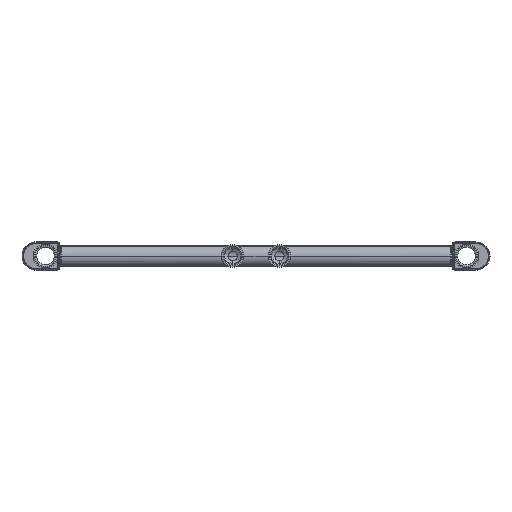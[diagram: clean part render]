
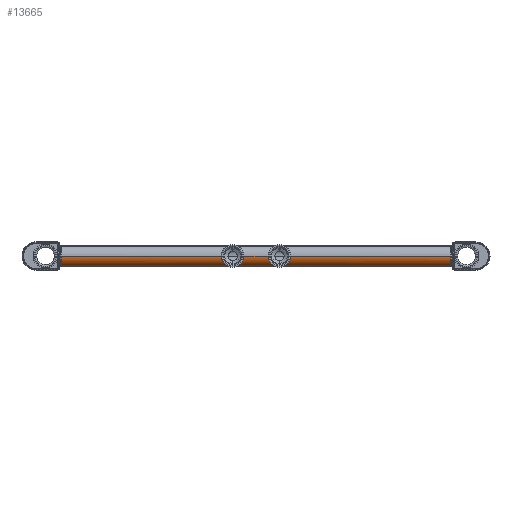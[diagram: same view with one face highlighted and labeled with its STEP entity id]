
A CAD part, front view. The second image highlights one B-rep face of the part: STEP entity #13665.
In plain terms, the highlighted cylindrical face has radius 11 mm (diameter 22 mm), a partial arc.
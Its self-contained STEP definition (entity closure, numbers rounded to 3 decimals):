
#12930=CARTESIAN_POINT('',(-32.5,11.,0.));
#12931=CARTESIAN_POINT('',(-32.5,11.,-0.289));
#12932=CARTESIAN_POINT('',(-32.467,10.977,
-0.88));
#12933=CARTESIAN_POINT('',(-32.3,10.864,
-1.807));
#12934=CARTESIAN_POINT('',(-32.007,10.669,
-2.733));
#12935=CARTESIAN_POINT('',(-31.592,10.4,
-3.622));
#12936=CARTESIAN_POINT('',(-31.06,10.07,
-4.457));
#12937=CARTESIAN_POINT('',(-30.404,9.687,
-5.235));
#12938=CARTESIAN_POINT('',(-29.63,9.275,
-5.931));
#12939=CARTESIAN_POINT('',(-28.771,8.875,
-6.509));
#12940=CARTESIAN_POINT('',(-27.899,8.54,
-6.938));
#12941=CARTESIAN_POINT('',(-27.034,8.286,
-7.237));
#12942=CARTESIAN_POINT('',(-26.191,8.12,
-7.421));
#12943=CARTESIAN_POINT('',(-25.361,8.041,
-7.506));
#12944=CARTESIAN_POINT('',(-24.544,8.046,
-7.501));
#12945=CARTESIAN_POINT('',(-23.711,8.135,
-7.405));
#12946=CARTESIAN_POINT('',(-22.867,8.311,
-7.209));
#12947=CARTESIAN_POINT('',(-21.998,8.575,
-6.895));
#12948=CARTESIAN_POINT('',(-21.128,8.919,
-6.45));
#12949=CARTESIAN_POINT('',(-20.276,9.322,
-5.856));
#12950=CARTESIAN_POINT('',(-19.514,9.733,
-5.149));
#12951=CARTESIAN_POINT('',(-18.868,10.113,
-4.358));
#12952=CARTESIAN_POINT('',(-18.354,10.435,
-3.519));
#12953=CARTESIAN_POINT('',(-17.964,10.688,
-2.652));
#12954=CARTESIAN_POINT('',(-17.694,10.868,
-1.775));
#12955=CARTESIAN_POINT('',(-17.535,10.976,
-0.886));
#12956=CARTESIAN_POINT('',(-17.5,11.,-0.295));
#12957=CARTESIAN_POINT('',(-17.5,11.,0.));
#12959=CARTESIAN_POINT('',(-207.992,0.,0.));
#12960=DIRECTION('',(-1.,0.,0.));
#12961=DIRECTION('',(0.,1.,0.));
#12962=AXIS2_PLACEMENT_3D('',#12959,#12960,#12961);
#12964=CARTESIAN_POINT('',(207.992,0.,0.));
#12965=DIRECTION('',(-1.,0.,0.));
#12966=DIRECTION('',(0.,1.,0.));
#12967=AXIS2_PLACEMENT_3D('',#12964,#12965,#12966);
#12969=CARTESIAN_POINT('',(17.5,11.,0.));
#12970=CARTESIAN_POINT('',(17.5,11.,-0.289));
#12971=CARTESIAN_POINT('',(17.533,10.977,
-0.88));
#12972=CARTESIAN_POINT('',(17.7,10.864,
-1.807));
#12973=CARTESIAN_POINT('',(17.993,10.669,
-2.733));
#12974=CARTESIAN_POINT('',(18.408,10.4,
-3.622));
#12975=CARTESIAN_POINT('',(18.94,10.07,
-4.457));
#12976=CARTESIAN_POINT('',(19.596,9.687,
-5.235));
#12977=CARTESIAN_POINT('',(20.37,9.275,
-5.931));
#12978=CARTESIAN_POINT('',(21.229,8.875,
-6.509));
#12979=CARTESIAN_POINT('',(22.101,8.54,
-6.938));
#12980=CARTESIAN_POINT('',(22.966,8.286,
-7.237));
#12981=CARTESIAN_POINT('',(23.809,8.12,
-7.421));
#12982=CARTESIAN_POINT('',(24.639,8.041,
-7.506));
#12983=CARTESIAN_POINT('',(25.456,8.046,
-7.501));
#12984=CARTESIAN_POINT('',(26.289,8.135,
-7.405));
#12985=CARTESIAN_POINT('',(27.133,8.311,
-7.209));
#12986=CARTESIAN_POINT('',(28.002,8.575,
-6.895));
#12987=CARTESIAN_POINT('',(28.872,8.919,
-6.45));
#12988=CARTESIAN_POINT('',(29.724,9.322,
-5.856));
#12989=CARTESIAN_POINT('',(30.486,9.733,
-5.149));
#12990=CARTESIAN_POINT('',(31.132,10.113,
-4.358));
#12991=CARTESIAN_POINT('',(31.646,10.435,
-3.519));
#12992=CARTESIAN_POINT('',(32.036,10.688,
-2.652));
#12993=CARTESIAN_POINT('',(32.306,10.868,
-1.775));
#12994=CARTESIAN_POINT('',(32.465,10.976,
-0.886));
#12995=CARTESIAN_POINT('',(32.5,11.,-0.295));
#12996=CARTESIAN_POINT('',(32.5,11.,0.));
#13035=DIRECTION('',(1.,0.,0.));
#13036=VECTOR('',#13035,35.);
#13037=CARTESIAN_POINT('',(-17.5,11.,0.));
#13038=LINE('',#13037,#13036);
#13068=DIRECTION('',(1.,0.,0.));
#13069=VECTOR('',#13068,175.492);
#13070=CARTESIAN_POINT('',(32.5,11.,0.));
#13071=LINE('',#13070,#13069);
#13077=DIRECTION('',(-1.,0.,0.));
#13078=VECTOR('',#13077,415.983);
#13079=CARTESIAN_POINT('',(207.992,-11.,0.));
#13080=LINE('',#13079,#13078);
#13086=DIRECTION('',(1.,0.,0.));
#13087=VECTOR('',#13086,175.492);
#13088=CARTESIAN_POINT('',(-207.992,11.,0.));
#13089=LINE('',#13088,#13087);
#13562=CARTESIAN_POINT('',(207.992,11.,0.));
#13563=VERTEX_POINT('',#13562);
#13572=CARTESIAN_POINT('',(207.992,-11.,0.));
#13573=VERTEX_POINT('',#13572);
#13582=CARTESIAN_POINT('',(-207.992,11.,0.));
#13583=VERTEX_POINT('',#13582);
#13592=CARTESIAN_POINT('',(-207.992,-11.,0.));
#13593=VERTEX_POINT('',#13592);
#13634=VERTEX_POINT('',#12930);
#13635=VERTEX_POINT('',#12957);
#13636=VERTEX_POINT('',#12969);
#13637=VERTEX_POINT('',#12996);
#13642=CARTESIAN_POINT('',(223.125,0.,0.));
#13643=DIRECTION('',(-1.,0.,0.));
#13644=DIRECTION('',(0.,1.,0.));
#13645=AXIS2_PLACEMENT_3D('',#13642,#13643,#13644);
#13646=CYLINDRICAL_SURFACE('',#13645,11.);
#13648=ORIENTED_EDGE('',*,*,#13647,.F.);
#13650=ORIENTED_EDGE('',*,*,#13649,.F.);
#13652=ORIENTED_EDGE('',*,*,#13651,.T.);
#13654=ORIENTED_EDGE('',*,*,#13653,.F.);
#13656=ORIENTED_EDGE('',*,*,#13655,.F.);
#13658=ORIENTED_EDGE('',*,*,#13657,.F.);
#13660=ORIENTED_EDGE('',*,*,#13659,.F.);
#13662=ORIENTED_EDGE('',*,*,#13661,.F.);
#13663=EDGE_LOOP('',(#13648,#13650,#13652,#13654,#13656,#13658,#13660,#13662));
#13664=FACE_OUTER_BOUND('',#13663,.F.);
#12958=B_SPLINE_CURVE_WITH_KNOTS('',3,(#12930,#12931,#12932,#12933,#12934,
#12935,#12936,#12937,#12938,#12939,#12940,#12941,#12942,#12943,#12944,#12945,
#12946,#12947,#12948,#12949,#12950,#12951,#12952,#12953,#12954,#12955,#12956,
#12957),.UNSPECIFIED.,.F.,.F.,(4,1,1,1,1,1,1,1,1,1,1,1,1,1,1,1,1,1,1,1,1,1,1,1,
1,4),(0.,0.04,0.08,0.12,0.16,0.2,0.24,0.28,0.32,0.36,0.4,
0.44,0.48,0.52,0.56,0.6,0.64,0.68,0.72,0.76,0.8,0.84,
0.88,0.92,0.96,1.),.UNSPECIFIED.);
#12963=CIRCLE('',#12962,11.);
#12968=CIRCLE('',#12967,11.);
#12997=B_SPLINE_CURVE_WITH_KNOTS('',3,(#12969,#12970,#12971,#12972,#12973,
#12974,#12975,#12976,#12977,#12978,#12979,#12980,#12981,#12982,#12983,#12984,
#12985,#12986,#12987,#12988,#12989,#12990,#12991,#12992,#12993,#12994,#12995,
#12996),.UNSPECIFIED.,.F.,.F.,(4,1,1,1,1,1,1,1,1,1,1,1,1,1,1,1,1,1,1,1,1,1,1,1,
1,4),(0.,0.04,0.08,0.12,0.16,0.2,0.24,0.28,0.32,0.36,0.4,
0.44,0.48,0.52,0.56,0.6,0.64,0.68,0.72,0.76,0.8,0.84,
0.88,0.92,0.96,1.),.UNSPECIFIED.);
#13647=EDGE_CURVE('',#13634,#13635,#12958,.T.);
#13649=EDGE_CURVE('',#13583,#13634,#13089,.T.);
#13651=EDGE_CURVE('',#13583,#13593,#12963,.T.);
#13653=EDGE_CURVE('',#13573,#13593,#13080,.T.);
#13655=EDGE_CURVE('',#13563,#13573,#12968,.T.);
#13657=EDGE_CURVE('',#13637,#13563,#13071,.T.);
#13659=EDGE_CURVE('',#13636,#13637,#12997,.T.);
#13661=EDGE_CURVE('',#13635,#13636,#13038,.T.);
#13665=ADVANCED_FACE('',(#13664),#13646,.T.);
